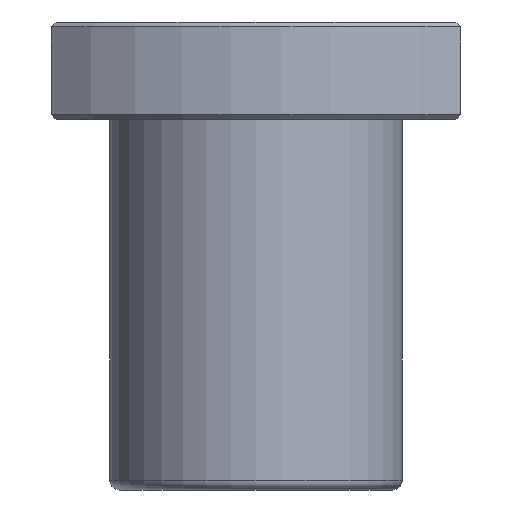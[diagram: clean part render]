
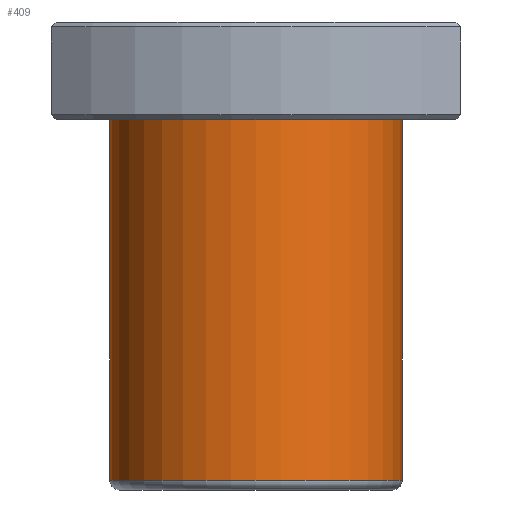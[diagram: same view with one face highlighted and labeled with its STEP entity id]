
A CAD part, front view. The second image highlights one B-rep face of the part: STEP entity #409.
In plain terms, the highlighted cylindrical face has radius 7.5 mm (diameter 15 mm), a full revolution.
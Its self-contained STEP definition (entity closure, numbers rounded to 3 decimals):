
#72=ORIENTED_EDGE('',*,*,#170,.T.);
#73=ORIENTED_EDGE('',*,*,#171,.F.);
#170=EDGE_CURVE('',#219,#219,#256,.F.);
#171=EDGE_CURVE('',#220,#220,#257,.T.);
#219=VERTEX_POINT('',#654);
#220=VERTEX_POINT('',#656);
#256=CIRCLE('',#455,7.5);
#257=CIRCLE('',#456,7.5);
#285=EDGE_LOOP('',(#72));
#286=EDGE_LOOP('',(#73));
#341=FACE_BOUND('',#285,.T.);
#342=FACE_BOUND('',#286,.T.);
#397=CYLINDRICAL_SURFACE('',#454,7.5);
#409=ADVANCED_FACE('',(#341,#342),#397,.T.);
#454=AXIS2_PLACEMENT_3D('',#652,#517,#518);
#455=AXIS2_PLACEMENT_3D('',#653,#519,#520);
#456=AXIS2_PLACEMENT_3D('',#655,#521,#522);
#517=DIRECTION('',(0.,0.,-1.));
#518=DIRECTION('',(-1.,0.,0.));
#519=DIRECTION('',(0.,0.,1.));
#520=DIRECTION('',(1.,0.,0.));
#521=DIRECTION('',(0.,0.,-1.));
#522=DIRECTION('',(-1.,0.,0.));
#652=CARTESIAN_POINT('',(0.,0.,-500.));
#653=CARTESIAN_POINT('',(0.,0.,-5.));
#654=CARTESIAN_POINT('',(7.5,0.,-5.));
#655=CARTESIAN_POINT('',(0.,0.,-23.5));
#656=CARTESIAN_POINT('',(-7.5,0.,-23.5));
